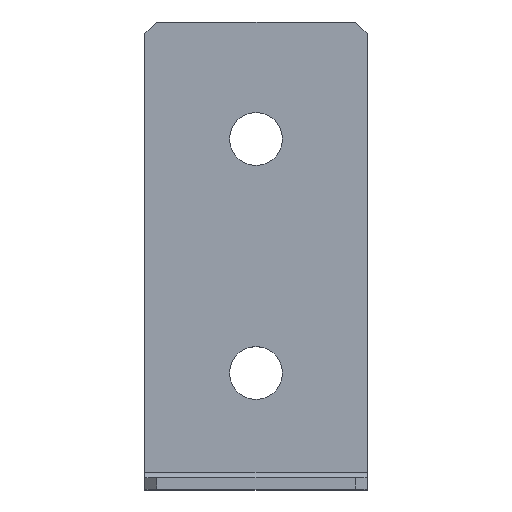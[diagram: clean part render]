
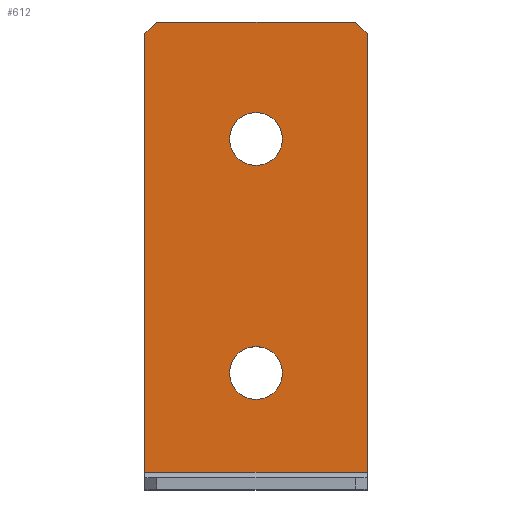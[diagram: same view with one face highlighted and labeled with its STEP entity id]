
A CAD part, top view. The second image highlights one B-rep face of the part: STEP entity #612.
In plain terms, the highlighted planar face has unit normal (0, 0, 1).
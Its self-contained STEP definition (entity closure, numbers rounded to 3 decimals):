
#4 = EDGE_LOOP ( 'NONE', ( #263, #205 ) ) ;
#13 = DIRECTION ( 'NONE',  ( 1., 0., 0. ) ) ;
#15 = CARTESIAN_POINT ( 'NONE',  ( 17., 80., 2. ) ) ;
#47 = VERTEX_POINT ( 'NONE', #478 ) ;
#49 = DIRECTION ( 'NONE',  ( 1., 0., 0. ) ) ;
#58 = VERTEX_POINT ( 'NONE', #99 ) ;
#60 = VECTOR ( 'NONE', #463, 1000. ) ;
#99 = CARTESIAN_POINT ( 'NONE',  ( 19., 3., 2. ) ) ;
#117 = EDGE_LOOP ( 'NONE', ( #119, #537, #667, #221, #641, #247 ) ) ;
#119 = ORIENTED_EDGE ( 'NONE', *, *, #709, .T. ) ;
#130 = CARTESIAN_POINT ( 'NONE',  ( -19., 3., 2. ) ) ;
#137 = LINE ( 'NONE', #785, #528 ) ;
#139 = AXIS2_PLACEMENT_3D ( 'NONE', #690, #633, #49 ) ;
#141 = VERTEX_POINT ( 'NONE', #712 ) ;
#142 = VECTOR ( 'NONE', #342, 1000. ) ;
#148 = VERTEX_POINT ( 'NONE', #15 ) ;
#161 = LINE ( 'NONE', #535, #60 ) ;
#179 = FACE_BOUND ( 'NONE', #320, .T. ) ;
#187 = LINE ( 'NONE', #438, #647 ) ;
#195 = DIRECTION ( 'NONE',  ( -0.707, -0.707, 0. ) ) ;
#197 = ORIENTED_EDGE ( 'NONE', *, *, #619, .F. ) ;
#205 = ORIENTED_EDGE ( 'NONE', *, *, #687, .F. ) ;
#211 = VERTEX_POINT ( 'NONE', #508 ) ;
#221 = ORIENTED_EDGE ( 'NONE', *, *, #223, .T. ) ;
#223 = EDGE_CURVE ( 'NONE', #249, #47, #187, .T. ) ;
#233 = VERTEX_POINT ( 'NONE', #771 ) ;
#236 = DIRECTION ( 'NONE',  ( 1., 0., 0. ) ) ;
#240 = CARTESIAN_POINT ( 'NONE',  ( 0., 0., 2. ) ) ;
#247 = ORIENTED_EDGE ( 'NONE', *, *, #570, .F. ) ;
#249 = VERTEX_POINT ( 'NONE', #258 ) ;
#258 = CARTESIAN_POINT ( 'NONE',  ( -17., 80., 2. ) ) ;
#263 = ORIENTED_EDGE ( 'NONE', *, *, #728, .F. ) ;
#285 = VERTEX_POINT ( 'NONE', #708 ) ;
#295 = CARTESIAN_POINT ( 'NONE',  ( 0., 20., 2. ) ) ;
#320 = EDGE_LOOP ( 'NONE', ( #197, #526 ) ) ;
#326 = CARTESIAN_POINT ( 'NONE',  ( 0., 60., 2. ) ) ;
#335 = VECTOR ( 'NONE', #701, 1000. ) ;
#338 = DIRECTION ( 'NONE',  ( -1., 0., 0. ) ) ;
#342 = DIRECTION ( 'NONE',  ( 0., -1., 0. ) ) ;
#344 = CARTESIAN_POINT ( 'NONE',  ( -19., 80., 2. ) ) ;
#362 = AXIS2_PLACEMENT_3D ( 'NONE', #326, #457, #13 ) ;
#364 = DIRECTION ( 'NONE',  ( 0., 0., 1. ) ) ;
#366 = EDGE_CURVE ( 'NONE', #148, #249, #801, .T. ) ;
#374 = CIRCLE ( 'NONE', #631, 4.5 ) ;
#419 = CIRCLE ( 'NONE', #513, 4.5 ) ;
#426 = DIRECTION ( 'NONE',  ( -1., 0., 0. ) ) ;
#438 = CARTESIAN_POINT ( 'NONE',  ( -17., 80., 2. ) ) ;
#454 = DIRECTION ( 'NONE',  ( 1., 0., 0. ) ) ;
#457 = DIRECTION ( 'NONE',  ( 0., 0., 1. ) ) ;
#463 = DIRECTION ( 'NONE',  ( -1., 0., 0. ) ) ;
#473 = CARTESIAN_POINT ( 'NONE',  ( -19., 0., 2. ) ) ;
#474 = VERTEX_POINT ( 'NONE', #491 ) ;
#478 = CARTESIAN_POINT ( 'NONE',  ( -19., 78., 2. ) ) ;
#491 = CARTESIAN_POINT ( 'NONE',  ( 19., 78., 2. ) ) ;
#498 = CIRCLE ( 'NONE', #362, 4.5 ) ;
#508 = CARTESIAN_POINT ( 'NONE',  ( -4.5, 20., 2. ) ) ;
#513 = AXIS2_PLACEMENT_3D ( 'NONE', #295, #364, #236 ) ;
#526 = ORIENTED_EDGE ( 'NONE', *, *, #813, .F. ) ;
#528 = VECTOR ( 'NONE', #711, 1000. ) ;
#535 = CARTESIAN_POINT ( 'NONE',  ( 19., 3., 2. ) ) ;
#537 = ORIENTED_EDGE ( 'NONE', *, *, #774, .T. ) ;
#548 = VECTOR ( 'NONE', #338, 1000. ) ;
#555 = EDGE_CURVE ( 'NONE', #47, #804, #661, .T. ) ;
#560 = PLANE ( 'NONE',  #825 ) ;
#570 = EDGE_CURVE ( 'NONE', #58, #804, #161, .T. ) ;
#612 = ADVANCED_FACE ( 'NONE', ( #694, #179, #757 ), #560, .F. ) ;
#619 = EDGE_CURVE ( 'NONE', #141, #233, #702, .T. ) ;
#630 = DIRECTION ( 'NONE',  ( 0., 0., -1. ) ) ;
#631 = AXIS2_PLACEMENT_3D ( 'NONE', #721, #773, #454 ) ;
#633 = DIRECTION ( 'NONE',  ( 0., 0., 1. ) ) ;
#641 = ORIENTED_EDGE ( 'NONE', *, *, #555, .T. ) ;
#647 = VECTOR ( 'NONE', #195, 1000. ) ;
#661 = LINE ( 'NONE', #473, #142 ) ;
#667 = ORIENTED_EDGE ( 'NONE', *, *, #366, .T. ) ;
#687 = EDGE_CURVE ( 'NONE', #211, #285, #419, .T. ) ;
#690 = CARTESIAN_POINT ( 'NONE',  ( 0., 60., 2. ) ) ;
#694 = FACE_OUTER_BOUND ( 'NONE', #117, .T. ) ;
#701 = DIRECTION ( 'NONE',  ( -0.707, 0.707, 0. ) ) ;
#702 = CIRCLE ( 'NONE', #139, 4.5 ) ;
#707 = LINE ( 'NONE', #770, #335 ) ;
#708 = CARTESIAN_POINT ( 'NONE',  ( 4.5, 20., 2. ) ) ;
#709 = EDGE_CURVE ( 'NONE', #58, #474, #137, .T. ) ;
#711 = DIRECTION ( 'NONE',  ( 0., 1., 0. ) ) ;
#712 = CARTESIAN_POINT ( 'NONE',  ( 4.5, 60., 2. ) ) ;
#721 = CARTESIAN_POINT ( 'NONE',  ( 0., 20., 2. ) ) ;
#728 = EDGE_CURVE ( 'NONE', #285, #211, #374, .T. ) ;
#757 = FACE_BOUND ( 'NONE', #4, .T. ) ;
#770 = CARTESIAN_POINT ( 'NONE',  ( 19., 78., 2. ) ) ;
#771 = CARTESIAN_POINT ( 'NONE',  ( -4.5, 60., 2. ) ) ;
#773 = DIRECTION ( 'NONE',  ( 0., 0., 1. ) ) ;
#774 = EDGE_CURVE ( 'NONE', #474, #148, #707, .T. ) ;
#785 = CARTESIAN_POINT ( 'NONE',  ( 19., 0., 2. ) ) ;
#801 = LINE ( 'NONE', #344, #548 ) ;
#804 = VERTEX_POINT ( 'NONE', #130 ) ;
#813 = EDGE_CURVE ( 'NONE', #233, #141, #498, .T. ) ;
#825 = AXIS2_PLACEMENT_3D ( 'NONE', #240, #630, #426 ) ;
